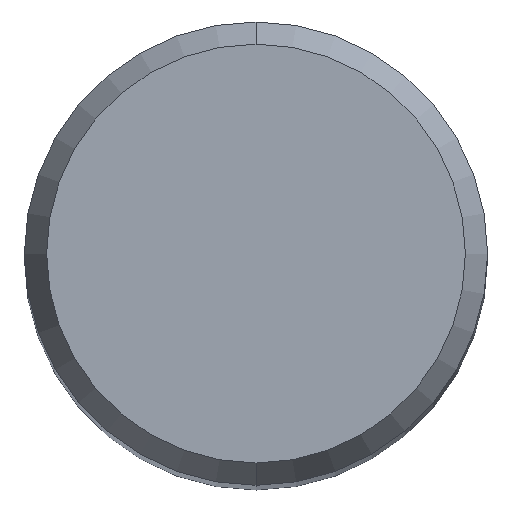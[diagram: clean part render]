
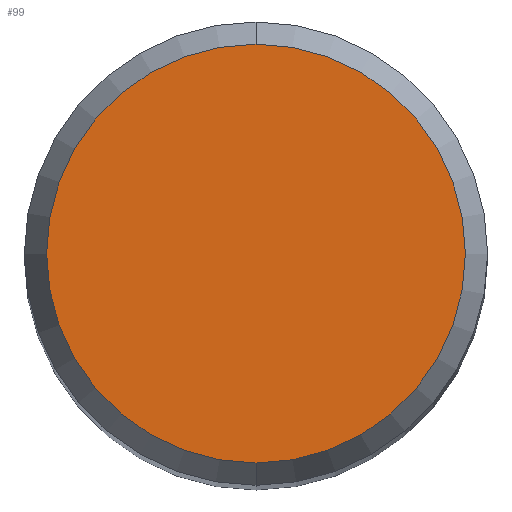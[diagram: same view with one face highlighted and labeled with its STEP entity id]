
A CAD part, top view. The second image highlights one B-rep face of the part: STEP entity #99.
In plain terms, the highlighted planar face has unit normal (0, 0, 1).
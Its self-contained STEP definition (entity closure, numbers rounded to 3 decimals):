
#91=VERTEX_POINT('',#218);
#95=EDGE_CURVE('',#161,#91,#223,.T.);
#99=ADVANCED_FACE('',(#227),#228,.T.);
#161=VERTEX_POINT('',#299);
#193=EDGE_CURVE('',#91,#161,#334,.T.);
#218=CARTESIAN_POINT('',(0.,-2.158,0.01));
#223=CIRCLE('',#356,2.158);
#227=FACE_OUTER_BOUND('',#361,.T.);
#228=PLANE('',#362);
#299=CARTESIAN_POINT('',(0.0,2.158,0.01));
#334=CIRCLE('',#499,2.158);
#356=AXIS2_PLACEMENT_3D('',#510,#511,#512);
#361=EDGE_LOOP('',(#517,#518));
#362=AXIS2_PLACEMENT_3D('',#519,#520,#521);
#499=AXIS2_PLACEMENT_3D('',#656,#657,#658);
#510=CARTESIAN_POINT('',(0.0,0.0,0.01));
#511=DIRECTION('',(0.0,0.0,-1.0));
#512=DIRECTION('',(0.0,1.0,0.0));
#517=ORIENTED_EDGE('',*,*,#95,.F.);
#518=ORIENTED_EDGE('',*,*,#193,.F.);
#519=CARTESIAN_POINT('',(0.0,1.079,0.01));
#520=DIRECTION('',(-0.0,0.0,1.0));
#521=DIRECTION('',(0.0,-1.0,0.0));
#656=CARTESIAN_POINT('',(0.0,0.0,0.01));
#657=DIRECTION('',(0.0,0.0,-1.0));
#658=DIRECTION('',(0.0,1.0,0.0));
